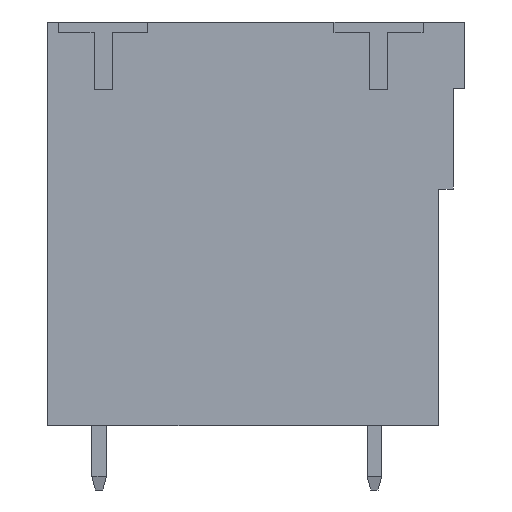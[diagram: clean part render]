
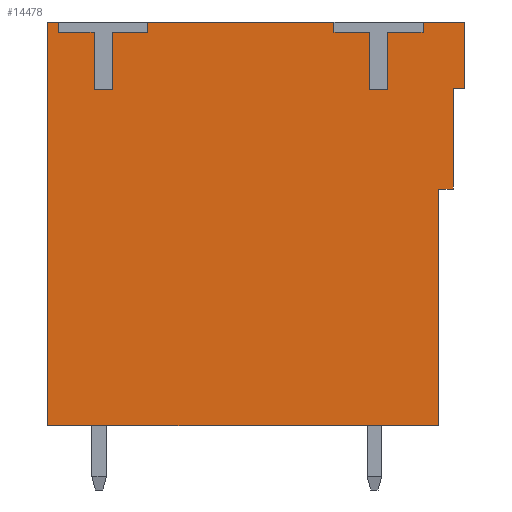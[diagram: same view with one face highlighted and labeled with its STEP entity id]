
A CAD part, left-side view. The second image highlights one B-rep face of the part: STEP entity #14478.
In plain terms, the highlighted planar face has unit normal (-1, 0, 0).
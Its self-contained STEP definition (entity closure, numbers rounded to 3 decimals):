
#3538=ORIENTED_EDGE('',*,*,#4518,.T.);
#3539=ORIENTED_EDGE('',*,*,#4308,.T.);
#3540=ORIENTED_EDGE('',*,*,#4312,.T.);
#3541=ORIENTED_EDGE('',*,*,#4330,.T.);
#3542=ORIENTED_EDGE('',*,*,#4327,.T.);
#3543=ORIENTED_EDGE('',*,*,#4324,.T.);
#3544=ORIENTED_EDGE('',*,*,#4321,.T.);
#3545=ORIENTED_EDGE('',*,*,#4318,.T.);
#3546=ORIENTED_EDGE('',*,*,#4525,.T.);
#3547=ORIENTED_EDGE('',*,*,#5955,.T.);
#3548=ORIENTED_EDGE('',*,*,#5957,.T.);
#3549=ORIENTED_EDGE('',*,*,#5959,.T.);
#3550=ORIENTED_EDGE('',*,*,#5961,.T.);
#3551=ORIENTED_EDGE('',*,*,#5963,.T.);
#3552=ORIENTED_EDGE('',*,*,#5965,.T.);
#3553=ORIENTED_EDGE('',*,*,#5966,.T.);
#3554=ORIENTED_EDGE('',*,*,#4522,.T.);
#3555=ORIENTED_EDGE('',*,*,#5968,.T.);
#3556=ORIENTED_EDGE('',*,*,#5970,.T.);
#3557=ORIENTED_EDGE('',*,*,#5972,.T.);
#3558=ORIENTED_EDGE('',*,*,#5974,.T.);
#3559=ORIENTED_EDGE('',*,*,#5976,.T.);
#3560=ORIENTED_EDGE('',*,*,#5978,.T.);
#3561=ORIENTED_EDGE('',*,*,#5979,.T.);
#4308=EDGE_CURVE('',#6351,#6350,#7676,.T.);
#4312=EDGE_CURVE('',#6350,#6353,#7680,.T.);
#4318=EDGE_CURVE('',#6359,#6358,#7686,.T.);
#4321=EDGE_CURVE('',#6361,#6359,#7689,.T.);
#4324=EDGE_CURVE('',#6363,#6361,#7692,.T.);
#4327=EDGE_CURVE('',#6365,#6363,#7695,.T.);
#4330=EDGE_CURVE('',#6353,#6365,#7698,.T.);
#4518=EDGE_CURVE('',#6545,#6351,#7881,.T.);
#4522=EDGE_CURVE('',#6549,#6548,#7885,.T.);
#4525=EDGE_CURVE('',#6358,#6550,#7888,.T.);
#5955=EDGE_CURVE('',#6550,#7418,#9223,.T.);
#5957=EDGE_CURVE('',#7418,#7419,#9225,.T.);
#5959=EDGE_CURVE('',#7419,#7420,#9227,.T.);
#5961=EDGE_CURVE('',#7420,#7421,#9229,.T.);
#5963=EDGE_CURVE('',#7421,#7422,#9231,.T.);
#5965=EDGE_CURVE('',#7422,#7423,#9233,.T.);
#5966=EDGE_CURVE('',#7423,#6549,#9234,.T.);
#5968=EDGE_CURVE('',#6548,#7424,#9236,.T.);
#5970=EDGE_CURVE('',#7424,#7425,#9238,.T.);
#5972=EDGE_CURVE('',#7425,#7426,#9240,.T.);
#5974=EDGE_CURVE('',#7426,#7427,#9242,.T.);
#5976=EDGE_CURVE('',#7427,#7428,#9244,.T.);
#5978=EDGE_CURVE('',#7428,#7429,#9246,.T.);
#5979=EDGE_CURVE('',#7429,#6545,#9247,.T.);
#6350=VERTEX_POINT('',#19202);
#6351=VERTEX_POINT('',#19204);
#6353=VERTEX_POINT('',#19210);
#6358=VERTEX_POINT('',#19222);
#6359=VERTEX_POINT('',#19224);
#6361=VERTEX_POINT('',#19230);
#6363=VERTEX_POINT('',#19236);
#6365=VERTEX_POINT('',#19242);
#6545=VERTEX_POINT('',#19626);
#6548=VERTEX_POINT('',#19632);
#6549=VERTEX_POINT('',#19634);
#6550=VERTEX_POINT('',#19637);
#7418=VERTEX_POINT('',#22511);
#7419=VERTEX_POINT('',#22515);
#7420=VERTEX_POINT('',#22519);
#7421=VERTEX_POINT('',#22523);
#7422=VERTEX_POINT('',#22527);
#7423=VERTEX_POINT('',#22531);
#7424=VERTEX_POINT('',#22537);
#7425=VERTEX_POINT('',#22541);
#7426=VERTEX_POINT('',#22545);
#7427=VERTEX_POINT('',#22549);
#7428=VERTEX_POINT('',#22553);
#7429=VERTEX_POINT('',#22557);
#7676=LINE('',#19203,#9618);
#7680=LINE('',#19211,#9622);
#7686=LINE('',#19223,#9628);
#7689=LINE('',#19229,#9631);
#7692=LINE('',#19235,#9634);
#7695=LINE('',#19241,#9637);
#7698=LINE('',#19246,#9640);
#7881=LINE('',#19625,#9823);
#7885=LINE('',#19633,#9827);
#7888=LINE('',#19638,#9830);
#9223=LINE('',#22512,#11165);
#9225=LINE('',#22516,#11167);
#9227=LINE('',#22520,#11169);
#9229=LINE('',#22524,#11171);
#9231=LINE('',#22528,#11173);
#9233=LINE('',#22532,#11175);
#9234=LINE('',#22534,#11176);
#9236=LINE('',#22538,#11178);
#9238=LINE('',#22542,#11180);
#9240=LINE('',#22546,#11182);
#9242=LINE('',#22550,#11184);
#9244=LINE('',#22554,#11186);
#9246=LINE('',#22558,#11188);
#9247=LINE('',#22560,#11189);
#9618=VECTOR('',#15530,1000.);
#9622=VECTOR('',#15536,1000.);
#9628=VECTOR('',#15544,1000.);
#9631=VECTOR('',#15549,1000.);
#9634=VECTOR('',#15554,1000.);
#9637=VECTOR('',#15559,1000.);
#9640=VECTOR('',#15564,1000.);
#9823=VECTOR('',#15781,1000.);
#9827=VECTOR('',#15785,1000.);
#9830=VECTOR('',#15788,1000.);
#11165=VECTOR('',#18465,1000.);
#11167=VECTOR('',#18469,1000.);
#11169=VECTOR('',#18473,1000.);
#11171=VECTOR('',#18477,1000.);
#11173=VECTOR('',#18481,1000.);
#11175=VECTOR('',#18485,1000.);
#11176=VECTOR('',#18488,1000.);
#11178=VECTOR('',#18492,1000.);
#11180=VECTOR('',#18496,1000.);
#11182=VECTOR('',#18500,1000.);
#11184=VECTOR('',#18504,1000.);
#11186=VECTOR('',#18508,1000.);
#11188=VECTOR('',#18512,1000.);
#11189=VECTOR('',#18515,1000.);
#12190=EDGE_LOOP('',(#3538,#3539,#3540,#3541,#3542,#3543,#3544,#3545,#3546,
#3547,#3548,#3549,#3550,#3551,#3552,#3553,#3554,#3555,#3556,#3557,#3558,
#3559,#3560,#3561));
#13000=FACE_BOUND('',#12190,.T.);
#13736=PLANE('',#15358);
#14478=ADVANCED_FACE('',(#13000),#13736,.T.);
#15358=AXIS2_PLACEMENT_3D('',#22561,#18516,#18517);
#15530=DIRECTION('',(0.,0.,-1.));
#15536=DIRECTION('',(0.,-1.,0.));
#15544=DIRECTION('',(0.,0.,1.));
#15549=DIRECTION('',(0.,-1.,0.));
#15554=DIRECTION('',(0.,0.,1.));
#15559=DIRECTION('',(0.,-1.,0.));
#15564=DIRECTION('',(0.,0.,1.));
#15781=DIRECTION('',(0.,1.,0.));
#15785=DIRECTION('',(0.,1.,0.));
#15788=DIRECTION('',(0.,1.,0.));
#18465=DIRECTION('',(0.,0.,-1.));
#18469=DIRECTION('',(0.,1.,0.));
#18473=DIRECTION('',(0.,0.,-1.));
#18477=DIRECTION('',(0.,1.,0.));
#18481=DIRECTION('',(0.,0.,1.));
#18485=DIRECTION('',(0.,1.,0.));
#18488=DIRECTION('',(0.,0.,1.));
#18492=DIRECTION('',(0.,0.,-1.));
#18496=DIRECTION('',(0.,1.,0.));
#18500=DIRECTION('',(0.,0.,-1.));
#18504=DIRECTION('',(0.,1.,0.));
#18508=DIRECTION('',(0.,0.,1.));
#18512=DIRECTION('',(0.,1.,0.));
#18515=DIRECTION('',(0.,0.,1.));
#18516=DIRECTION('',(-1.,0.,0.));
#18517=DIRECTION('',(0.,0.,1.));
#19202=CARTESIAN_POINT('',(-10.02,11.35,-22.));
#19203=CARTESIAN_POINT('',(-10.02,11.35,0.));
#19204=CARTESIAN_POINT('',(-10.02,11.35,0.));
#19210=CARTESIAN_POINT('',(-10.02,-9.95,-22.));
#19211=CARTESIAN_POINT('',(-10.02,11.35,-22.));
#19222=CARTESIAN_POINT('',(-10.02,-11.35,0.));
#19223=CARTESIAN_POINT('',(-10.02,-11.35,-3.6));
#19224=CARTESIAN_POINT('',(-10.02,-11.35,-3.6));
#19229=CARTESIAN_POINT('',(-10.02,-10.75,-3.6));
#19230=CARTESIAN_POINT('',(-10.02,-10.75,-3.6));
#19235=CARTESIAN_POINT('',(-10.02,-10.75,-9.1));
#19236=CARTESIAN_POINT('',(-10.02,-10.75,-9.1));
#19241=CARTESIAN_POINT('',(-10.02,-9.95,-9.1));
#19242=CARTESIAN_POINT('',(-10.02,-9.95,-9.1));
#19246=CARTESIAN_POINT('',(-10.02,-9.95,-22.));
#19625=CARTESIAN_POINT('',(-10.02,10.75,0.));
#19626=CARTESIAN_POINT('',(-10.02,10.75,0.));
#19632=CARTESIAN_POINT('',(-10.02,5.9,0.));
#19633=CARTESIAN_POINT('',(-10.02,-4.25,0.));
#19634=CARTESIAN_POINT('',(-10.02,-4.25,0.));
#19637=CARTESIAN_POINT('',(-10.02,-9.1,0.));
#19638=CARTESIAN_POINT('',(-10.02,-11.35,0.));
#22511=CARTESIAN_POINT('',(-10.02,-9.1,-0.55));
#22512=CARTESIAN_POINT('',(-10.02,-9.1,0.));
#22515=CARTESIAN_POINT('',(-10.02,-7.175,-0.55));
#22516=CARTESIAN_POINT('',(-10.02,-9.1,-0.55));
#22519=CARTESIAN_POINT('',(-10.02,-7.175,-3.7));
#22520=CARTESIAN_POINT('',(-10.02,-7.175,-0.55));
#22523=CARTESIAN_POINT('',(-10.02,-6.175,-3.7));
#22524=CARTESIAN_POINT('',(-10.02,-7.175,-3.7));
#22527=CARTESIAN_POINT('',(-10.02,-6.175,-0.55));
#22528=CARTESIAN_POINT('',(-10.02,-6.175,-3.7));
#22531=CARTESIAN_POINT('',(-10.02,-4.25,-0.55));
#22532=CARTESIAN_POINT('',(-10.02,-6.175,-0.55));
#22534=CARTESIAN_POINT('',(-10.02,-4.25,-0.55));
#22537=CARTESIAN_POINT('',(-10.02,5.9,-0.55));
#22538=CARTESIAN_POINT('',(-10.02,5.9,0.));
#22541=CARTESIAN_POINT('',(-10.02,7.825,-0.55));
#22542=CARTESIAN_POINT('',(-10.02,5.9,-0.55));
#22545=CARTESIAN_POINT('',(-10.02,7.825,-3.7));
#22546=CARTESIAN_POINT('',(-10.02,7.825,-0.55));
#22549=CARTESIAN_POINT('',(-10.02,8.825,-3.7));
#22550=CARTESIAN_POINT('',(-10.02,7.825,-3.7));
#22553=CARTESIAN_POINT('',(-10.02,8.825,-0.55));
#22554=CARTESIAN_POINT('',(-10.02,8.825,-3.7));
#22557=CARTESIAN_POINT('',(-10.02,10.75,-0.55));
#22558=CARTESIAN_POINT('',(-10.02,8.825,-0.55));
#22560=CARTESIAN_POINT('',(-10.02,10.75,-0.55));
#22561=CARTESIAN_POINT('',(-10.02,0.,0.));
